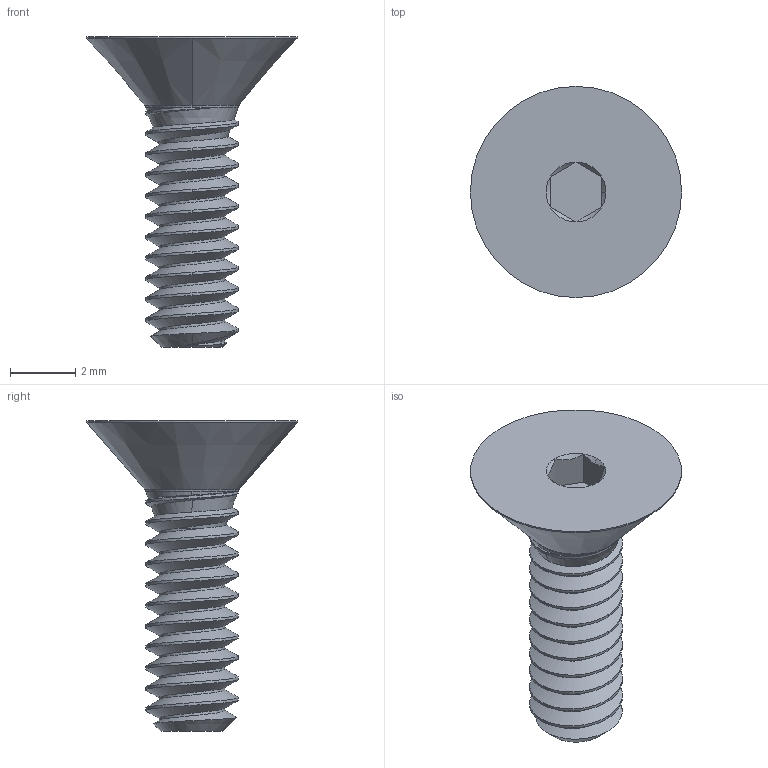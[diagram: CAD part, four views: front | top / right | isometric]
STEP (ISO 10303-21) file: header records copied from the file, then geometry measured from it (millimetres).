
FILE_DESCRIPTION (( 'STEP AP203' ), '1' );
FILE_NAME ('92210A108_18-8 Stainless Steel Hex Drive Flat Head Screw.STEP', '2022-08-30T19:36:49', ( 'Administrator' ), ( 'Managed by Terraform' ), 'SwSTEP 2.0', 'SolidWorks 2017', '' );
FILE_SCHEMA (( 'CONFIG_CONTROL_DESIGN' ));
Length unit declared in the file: inch
Products named in the file (1): 92210A108_18-8 Stainless Steel Hex Drive Flat Head Screw
Bounding box: 6.48 x 6.48 x 9.53 mm (x, y, z)
Volume: 71.6 mm3; surface area: 178.2 mm2
Topology: 1 solids, 1 shells, 57 faces, 143 edges, 89 vertices
Faces by surface type: cylinder 25, cone 18, plane 9, bspline 3, torus 2
Entity records: 3365 total; most frequent: CARTESIAN_POINT 2110, ORIENTED_EDGE 286, DIRECTION 205, EDGE_CURVE 143, VERTEX_POINT 89, AXIS2_PLACEMENT_3D 79, EDGE_LOOP 58, ADVANCED_FACE 57
